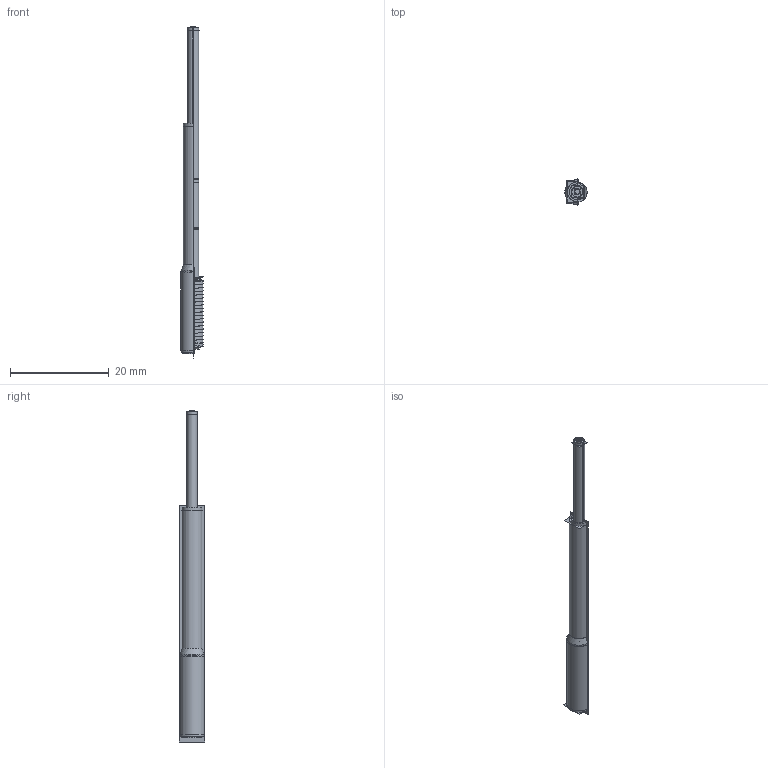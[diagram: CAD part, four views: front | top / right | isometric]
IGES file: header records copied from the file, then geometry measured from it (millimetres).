
Start section:  PTC IGES file: 193957.igs
Global section: file name: 193957.igs; native system: Creo Parametric by Parametric Technology Corporation; preprocessor: 2013230; author: pdmadmin; organization: Unknown; date: 20160309.105608; units: millimetre
Bounding box: 4.48 x 5.2 x 67.12 mm (x, y, z)
Volume: 370.5 mm3; surface area: 12406.8 mm2
Topology: 4 solids, 5 shells, 182 faces, 976 edges, 1273 vertices
Faces by surface type: revolution 130, bspline 52
